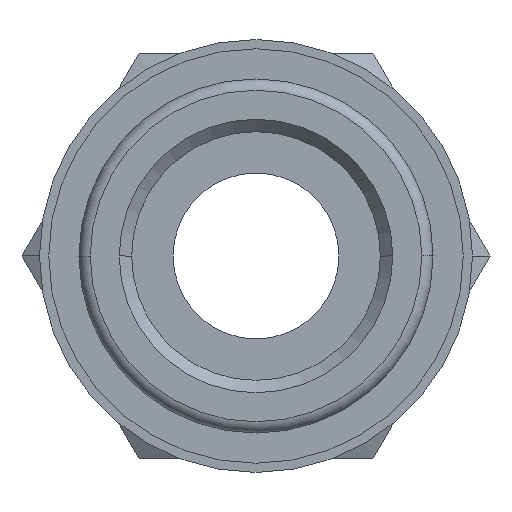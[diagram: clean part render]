
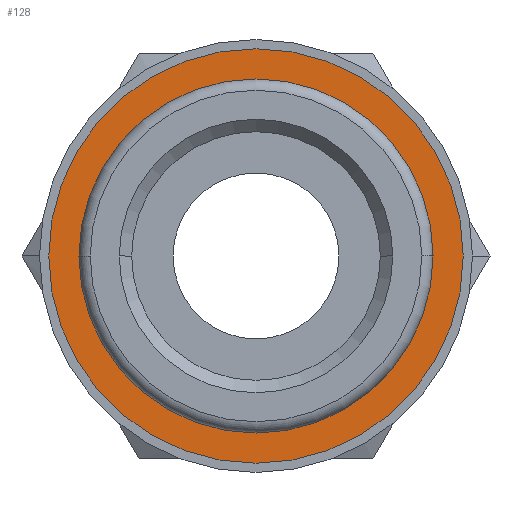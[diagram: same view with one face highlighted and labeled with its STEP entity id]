
A CAD part, front view. The second image highlights one B-rep face of the part: STEP entity #128.
In plain terms, the highlighted planar face has unit normal (0, -1, 0).
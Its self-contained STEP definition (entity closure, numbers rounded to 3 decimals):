
#128=ADVANCED_FACE('',(#292,#293),#294,.T.);
#292=FACE_BOUND('',#495,.T.);
#293=FACE_OUTER_BOUND('',#496,.T.);
#294=PLANE('',#497);
#495=EDGE_LOOP('',(#791,#792,#793));
#496=EDGE_LOOP('',(#794,#795));
#497=AXIS2_PLACEMENT_3D('',#796,#797,#798);
#791=ORIENTED_EDGE('',*,*,#1224,.T.);
#792=ORIENTED_EDGE('',*,*,#1225,.T.);
#793=ORIENTED_EDGE('',*,*,#1226,.T.);
#794=ORIENTED_EDGE('',*,*,#1227,.F.);
#795=ORIENTED_EDGE('',*,*,#1228,.F.);
#796=CARTESIAN_POINT('',(5.625,3.6,0.0));
#797=DIRECTION('',(-0.0,-1.0,-0.0));
#798=DIRECTION('',(-1.0,0.0,0.0));
#1224=EDGE_CURVE('',#1470,#1471,#1472,.T.);
#1225=EDGE_CURVE('',#1471,#1473,#1474,.T.);
#1226=EDGE_CURVE('',#1473,#1470,#1475,.T.);
#1227=EDGE_CURVE('',#1476,#1477,#1478,.T.);
#1228=EDGE_CURVE('',#1477,#1476,#1479,.T.);
#1470=VERTEX_POINT('',#1969);
#1471=VERTEX_POINT('',#1970);
#1472=CIRCLE('',#1971,9.156);
#1473=VERTEX_POINT('',#1972);
#1474=CIRCLE('',#1973,9.156);
#1475=CIRCLE('',#1974,9.156);
#1476=VERTEX_POINT('',#1975);
#1477=VERTEX_POINT('',#1976);
#1478=CIRCLE('',#1977,11.25);
#1479=CIRCLE('',#1978,11.25);
#1969=CARTESIAN_POINT('',(0.,3.6,9.156));
#1970=CARTESIAN_POINT('',(9.156,3.6,0.));
#1971=AXIS2_PLACEMENT_3D('',#2268,#2269,#2270);
#1972=CARTESIAN_POINT('',(-9.156,3.6,0.));
#1973=AXIS2_PLACEMENT_3D('',#2271,#2272,#2273);
#1974=AXIS2_PLACEMENT_3D('',#2274,#2275,#2276);
#1975=CARTESIAN_POINT('',(11.25,3.6,0.0));
#1976=CARTESIAN_POINT('',(-11.25,3.6,0.));
#1977=AXIS2_PLACEMENT_3D('',#2277,#2278,#2279);
#1978=AXIS2_PLACEMENT_3D('',#2280,#2281,#2282);
#2268=CARTESIAN_POINT('',(0.0,3.6,0.0));
#2269=DIRECTION('',(0.0,1.0,0.0));
#2270=DIRECTION('',(0.0,0.0,-1.0));
#2271=CARTESIAN_POINT('',(0.0,3.6,0.0));
#2272=DIRECTION('',(0.0,1.0,0.0));
#2273=DIRECTION('',(0.0,0.0,-1.0));
#2274=CARTESIAN_POINT('',(0.0,3.6,0.0));
#2275=DIRECTION('',(0.0,1.0,0.0));
#2276=DIRECTION('',(0.0,0.0,-1.0));
#2277=CARTESIAN_POINT('',(0.0,3.6,0.0));
#2278=DIRECTION('',(-0.0,1.0,0.0));
#2279=DIRECTION('',(1.0,0.0,0.0));
#2280=CARTESIAN_POINT('',(0.0,3.6,0.0));
#2281=DIRECTION('',(-0.0,1.0,0.0));
#2282=DIRECTION('',(1.0,0.0,0.0));
